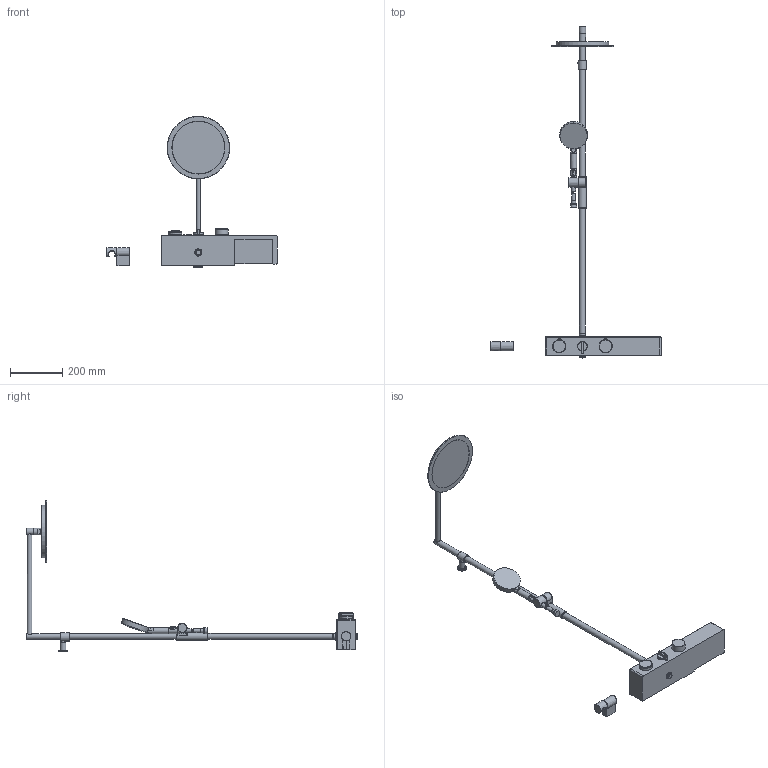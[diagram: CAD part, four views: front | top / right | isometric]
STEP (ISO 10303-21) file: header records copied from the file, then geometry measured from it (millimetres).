
FILE_DESCRIPTION (( 'STEP AP203' ), '1' );
FILE_NAME ('6392-15+6392U-15+6465020084.STEP', '2017-03-09T05:57:23', ( '' ), ( '' ), 'SwSTEP 2.0', 'SolidWorks 2016', '' );
FILE_SCHEMA (( 'CONFIG_CONTROL_DESIGN' ));
Length unit declared in the file: millimetre
Products named in the file (1): 6392-15+6392U-15+6465020084
Bounding box: 650.28 x 1265.95 x 577 mm (x, y, z)
Volume: 4519872.1 mm3; surface area: 492321.6 mm2
Topology: 6 solids, 7 shells, 393 faces, 887 edges, 533 vertices
Faces by surface type: bspline 122, cylinder 83, plane 78, torus 61, cone 27, sphere 22
Full cylindrical faces by diameter (mm): 10 x1, 15 x2, 16.1 x1, 18 x2, 18.2 x1, 20.491 x1, 20.955 x1, 22 x3, 22.5 x2, 22.6 x1, 22.95 x1, 23 x1, 23.2 x2, 25 x2, 27.5 x1, 28 x1, 30 x1, 31 x1, 31.271 x1, 31.5 x1, 35 x1, 42 x1, 43 x1
Entity records: 20931 total; most frequent: CARTESIAN_POINT 13718, ORIENTED_EDGE 1526, DIRECTION 1239, EDGE_CURVE 763, AXIS2_PLACEMENT_3D 557, EDGE_LOOP 506, VERTEX_POINT 497, FACE_OUTER_BOUND 456
